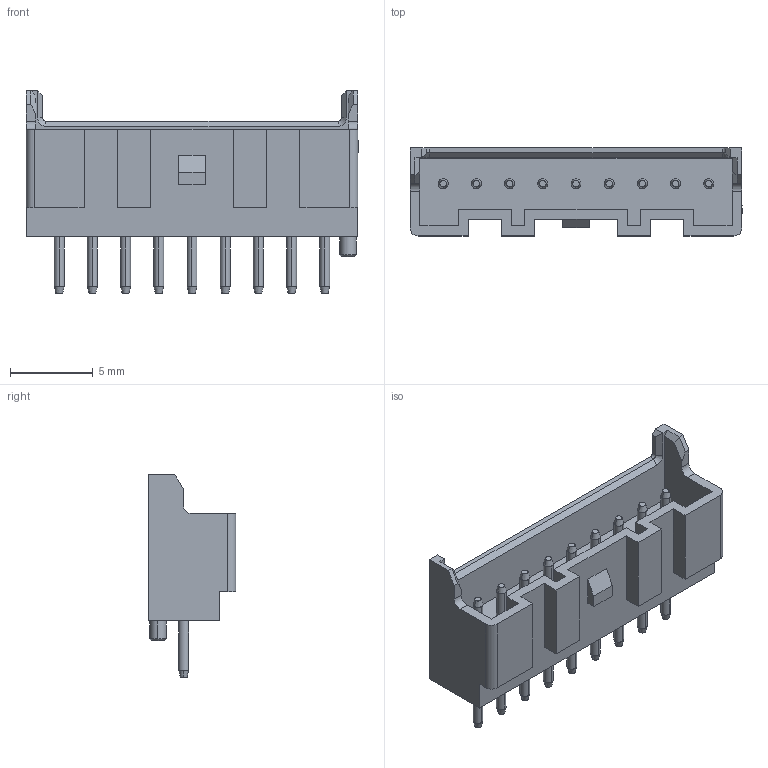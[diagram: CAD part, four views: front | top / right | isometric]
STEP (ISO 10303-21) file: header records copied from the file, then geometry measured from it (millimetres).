
FILE_DESCRIPTION (( 'STEP AP214' ), '1' );
FILE_NAME ('CONN-TH_B09B-PASK-1-LF-SN.step', '2022-08-05T10:14:55', ( '' ), ( '' ), 'SwSTEP 2.0', 'SolidWorks 2020', '' );
FILE_SCHEMA (( 'AUTOMOTIVE_DESIGN' ));
Length unit declared in the file: millimetre
Products named in the file (1): CONN-TH_B09B-PASK-1-LF-SN
Bounding box: 20 x 5.3 x 12.2 mm (x, y, z)
Volume: 461.9 mm3; surface area: 818.5 mm2
Topology: 14 solids, 14 shells, 394 faces, 1028 edges, 682 vertices
Faces by surface type: plane 212, bspline 98, cylinder 44, cone 40
Entity records: 17097 total; most frequent: CARTESIAN_POINT 3411, ORIENTED_EDGE 2056, DIRECTION 1586, EDGE_CURVE 1028, VERTEX_POINT 682, VECTOR 664, LINE 664, AXIS2_PLACEMENT_3D 461
